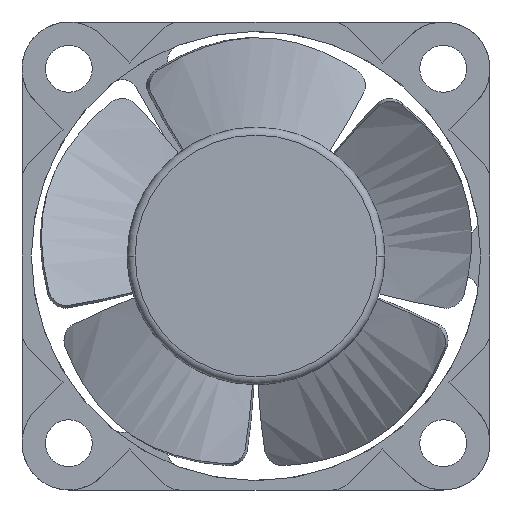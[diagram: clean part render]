
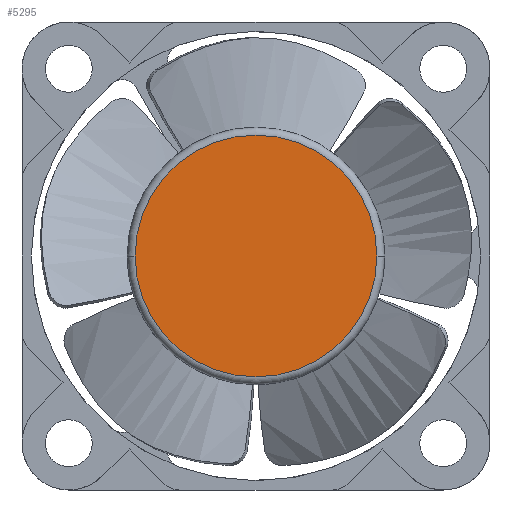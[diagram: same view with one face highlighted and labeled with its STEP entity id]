
A CAD part, front view. The second image highlights one B-rep face of the part: STEP entity #5295.
In plain terms, the highlighted planar face has unit normal (0, -1, 0).
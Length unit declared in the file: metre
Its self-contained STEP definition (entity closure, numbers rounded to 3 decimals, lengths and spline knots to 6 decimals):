
#442 = EDGE_CURVE ( 'NONE', #2257, #3205, #7412, .T. ) ;
#515 = CARTESIAN_POINT ( 'NONE',  ( 0., -0.0095, 0. ) ) ;
#931 = CIRCLE ( 'NONE', #6015, 0.00775 ) ;
#1231 = DIRECTION ( 'NONE',  ( 0., 1., 0. ) ) ;
#2257 = VERTEX_POINT ( 'NONE', #7279 ) ;
#2418 = CARTESIAN_POINT ( 'NONE',  ( 0.024205, -0.0095, 0.023471 ) ) ;
#3205 = VERTEX_POINT ( 'NONE', #6790 ) ;
#3285 = ORIENTED_EDGE ( 'NONE', *, *, #442, .F. ) ;
#4724 = EDGE_CURVE ( 'NONE', #3205, #2257, #931, .T. ) ;
#5089 = DIRECTION ( 'NONE',  ( 0., 1., 0. ) ) ;
#5134 = CARTESIAN_POINT ( 'NONE',  ( 0., -0.0095, 0. ) ) ;
#5143 = DIRECTION ( 'NONE',  ( 0., -1., 0. ) ) ;
#5209 = EDGE_LOOP ( 'NONE', ( #5240, #3285 ) ) ;
#5240 = ORIENTED_EDGE ( 'NONE', *, *, #4724, .F. ) ;
#5295 = ADVANCED_FACE ( 'NONE', ( #6905 ), #7664, .T. ) ;
#5405 = AXIS2_PLACEMENT_3D ( 'NONE', #515, #1231, #7008 ) ;
#6015 = AXIS2_PLACEMENT_3D ( 'NONE', #5134, #5089, #7652 ) ;
#6428 = DIRECTION ( 'NONE',  ( 0., 0., -1. ) ) ;
#6790 = CARTESIAN_POINT ( 'NONE',  ( -0.00775, -0.0095, 0. ) ) ;
#6905 = FACE_OUTER_BOUND ( 'NONE', #5209, .T. ) ;
#7008 = DIRECTION ( 'NONE',  ( 1., 0., 0. ) ) ;
#7279 = CARTESIAN_POINT ( 'NONE',  ( 0.00775, -0.0095, 0. ) ) ;
#7412 = CIRCLE ( 'NONE', #5405, 0.00775 ) ;
#7652 = DIRECTION ( 'NONE',  ( 1., 0., 0. ) ) ;
#7664 = PLANE ( 'NONE',  #7765 ) ;
#7765 = AXIS2_PLACEMENT_3D ( 'NONE', #2418, #5143, #6428 ) ;
